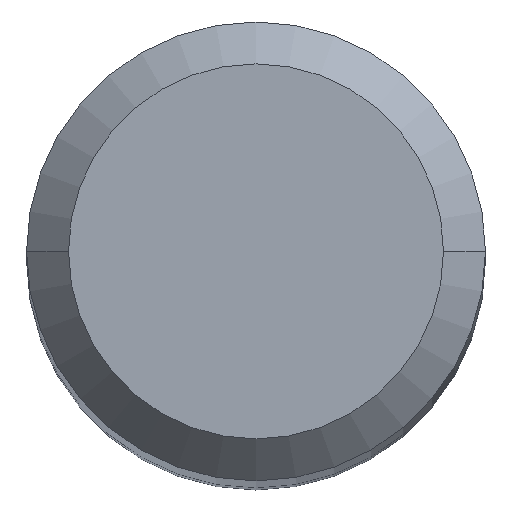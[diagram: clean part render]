
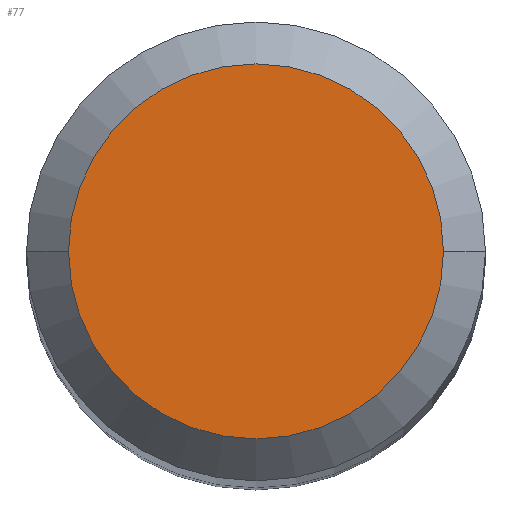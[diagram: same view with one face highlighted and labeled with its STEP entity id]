
A CAD part, top view. The second image highlights one B-rep face of the part: STEP entity #77.
In plain terms, the highlighted planar face has unit normal (0, 0, 1).
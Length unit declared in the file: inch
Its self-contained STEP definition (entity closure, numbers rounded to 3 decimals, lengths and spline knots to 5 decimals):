
#1 = DIRECTION ( 'NONE',  ( 0., 0., -1. ) ) ;
#5 = PLANE ( 'NONE',  #42 ) ;
#7 = DIRECTION ( 'NONE',  ( -1., 0., 0. ) ) ;
#42 = AXIS2_PLACEMENT_3D ( 'NONE', #246, #1, #7 ) ;
#50 = CARTESIAN_POINT ( 'NONE',  ( 0.0894, 0., 0. ) ) ;
#58 = EDGE_LOOP ( 'NONE', ( #278, #378 ) ) ;
#74 = AXIS2_PLACEMENT_3D ( 'NONE', #210, #331, #79 ) ;
#77 = ADVANCED_FACE ( 'NONE', ( #283 ), #5, .F. ) ;
#79 = DIRECTION ( 'NONE',  ( 1., 0., 0. ) ) ;
#120 = VERTEX_POINT ( 'NONE', #50 ) ;
#139 = AXIS2_PLACEMENT_3D ( 'NONE', #296, #346, #354 ) ;
#167 = EDGE_CURVE ( 'NONE', #120, #338, #207, .T. ) ;
#207 = CIRCLE ( 'NONE', #139, 0.0894 ) ;
#210 = CARTESIAN_POINT ( 'NONE',  ( 0., 0., 0. ) ) ;
#246 = CARTESIAN_POINT ( 'NONE',  ( 0., 0.0894, 0. ) ) ;
#275 = CIRCLE ( 'NONE', #74, 0.0894 ) ;
#278 = ORIENTED_EDGE ( 'NONE', *, *, #284, .T. ) ;
#283 = FACE_OUTER_BOUND ( 'NONE', #58, .T. ) ;
#284 = EDGE_CURVE ( 'NONE', #338, #120, #275, .T. ) ;
#296 = CARTESIAN_POINT ( 'NONE',  ( 0., 0., 0. ) ) ;
#307 = CARTESIAN_POINT ( 'NONE',  ( -0.0894, 0., 0. ) ) ;
#331 = DIRECTION ( 'NONE',  ( 0., 0., 1. ) ) ;
#338 = VERTEX_POINT ( 'NONE', #307 ) ;
#346 = DIRECTION ( 'NONE',  ( 0., 0., 1. ) ) ;
#354 = DIRECTION ( 'NONE',  ( 1., 0., 0. ) ) ;
#378 = ORIENTED_EDGE ( 'NONE', *, *, #167, .T. ) ;
